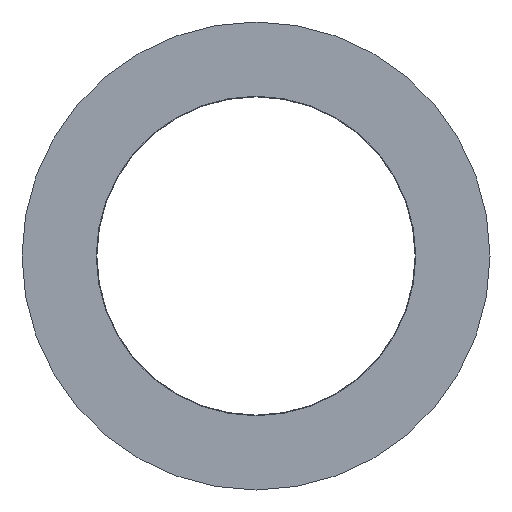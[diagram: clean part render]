
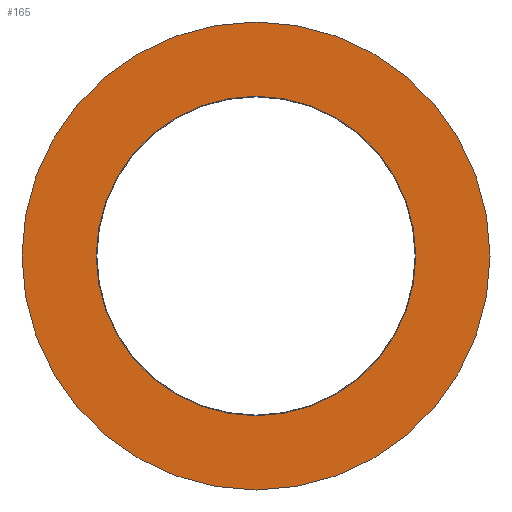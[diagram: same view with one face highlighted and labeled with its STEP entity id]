
A CAD part, front view. The second image highlights one B-rep face of the part: STEP entity #165.
In plain terms, the highlighted planar face has unit normal (0, -1, 0).
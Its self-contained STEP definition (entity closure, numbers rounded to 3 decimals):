
#30=FACE_BOUND('',#44,.T.);
#34=FACE_OUTER_BOUND('',#43,.T.);
#43=EDGE_LOOP('',(#115,#116));
#44=EDGE_LOOP('',(#117,#118));
#56=CIRCLE('',#195,37.5);
#57=CIRCLE('',#196,37.5);
#58=CIRCLE('',#197,25.6);
#59=CIRCLE('',#198,25.6);
#74=VERTEX_POINT('',#284);
#75=VERTEX_POINT('',#285);
#76=VERTEX_POINT('',#288);
#77=VERTEX_POINT('',#289);
#92=EDGE_CURVE('',#74,#75,#56,.T.);
#93=EDGE_CURVE('',#75,#74,#57,.T.);
#94=EDGE_CURVE('',#76,#77,#58,.T.);
#95=EDGE_CURVE('',#77,#76,#59,.T.);
#115=ORIENTED_EDGE('',*,*,#92,.F.);
#116=ORIENTED_EDGE('',*,*,#93,.F.);
#117=ORIENTED_EDGE('',*,*,#94,.T.);
#118=ORIENTED_EDGE('',*,*,#95,.T.);
#161=PLANE('',#194);
#165=ADVANCED_FACE('',(#34,#30),#161,.T.);
#194=AXIS2_PLACEMENT_3D('',#283,#223,#224);
#195=AXIS2_PLACEMENT_3D('',#286,#225,#226);
#196=AXIS2_PLACEMENT_3D('',#287,#227,#228);
#197=AXIS2_PLACEMENT_3D('',#290,#229,#230);
#198=AXIS2_PLACEMENT_3D('',#291,#231,#232);
#223=DIRECTION('center_axis',(0.,-1.,0.));
#224=DIRECTION('ref_axis',(0.,0.,-1.));
#225=DIRECTION('center_axis',(0.,1.,0.));
#226=DIRECTION('ref_axis',(1.,0.,0.));
#227=DIRECTION('center_axis',(0.,1.,0.));
#228=DIRECTION('ref_axis',(1.,0.,0.));
#229=DIRECTION('center_axis',(0.,1.,0.));
#230=DIRECTION('ref_axis',(1.,0.,0.));
#231=DIRECTION('center_axis',(0.,1.,0.));
#232=DIRECTION('ref_axis',(1.,0.,0.));
#283=CARTESIAN_POINT('Origin',(-37.5,0.,0.));
#284=CARTESIAN_POINT('',(-37.5,0.,0.));
#285=CARTESIAN_POINT('',(37.5,0.,0.));
#286=CARTESIAN_POINT('Origin',(0.,0.,0.));
#287=CARTESIAN_POINT('Origin',(0.,0.,0.));
#288=CARTESIAN_POINT('',(-25.6,0.,0.));
#289=CARTESIAN_POINT('',(25.6,0.,0.));
#290=CARTESIAN_POINT('Origin',(0.,0.,0.));
#291=CARTESIAN_POINT('Origin',(0.,0.,0.));
